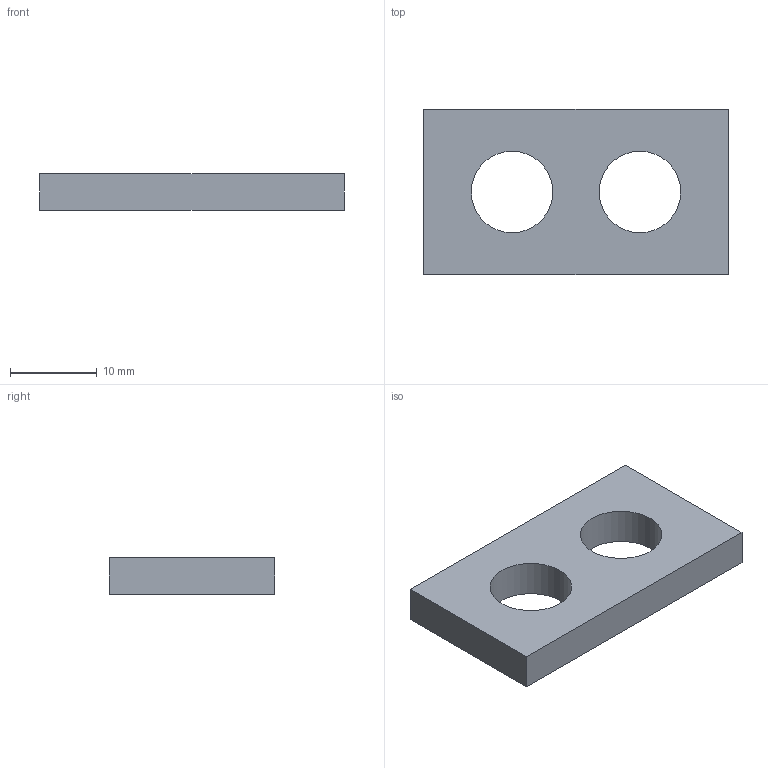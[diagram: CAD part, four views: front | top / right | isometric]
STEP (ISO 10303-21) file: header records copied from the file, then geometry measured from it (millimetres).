
FILE_DESCRIPTION(/* description */ ('STEP AP242','CAx-IF Rec.Pracs.---Representation and Presentation of Product Manufacturing Information (PMI)---4.0---2014-10-13','CAx-IF Rec.Pracs.---3D Tessellated Geometry---0.4---2014-09-14','2;1'),/* implementation_level */ '2;1');
FILE_NAME(/* name */ '6282967914e8574ad032e59b',/* time_stamp */ '2022-05-16T18:22:49+00:00',/* author */ (''),/* organization */ (''),/* preprocessor_version */ 'ST-DEVELOPER v18.101',/* originating_system */ ' ',/* authorisation */ ' ');
FILE_SCHEMA (('AP242_MANAGED_MODEL_BASED_3D_ENGINEERING_MIM_LF { 1 0 10303 442 1 1 4 }'));
Length unit declared in the file: metre
Products named in the file (1): DSCP002-M425
Bounding box: 35.05 x 19.05 x 4.25 mm (x, y, z)
Volume: 2248.3 mm3; surface area: 1768.8 mm2
Topology: 1 solids, 1 shells, 8 faces, 20 edges, 14 vertices
Faces by surface type: plane 6, cylinder 2
Full cylindrical faces by diameter (mm): 9.398 x2
Entity records: 246 total; most frequent: DIRECTION 38, CARTESIAN_POINT 37, ORIENTED_EDGE 32, EDGE_CURVE 16, EDGE_LOOP 14, FACE_BOUND 14, AXIS2_PLACEMENT_3D 13, VERTEX_POINT 12
